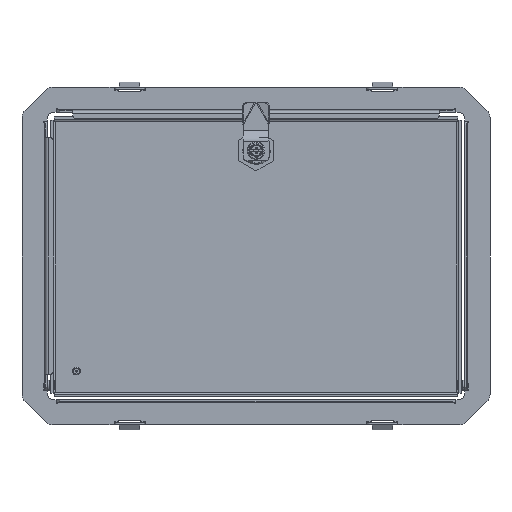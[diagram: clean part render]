
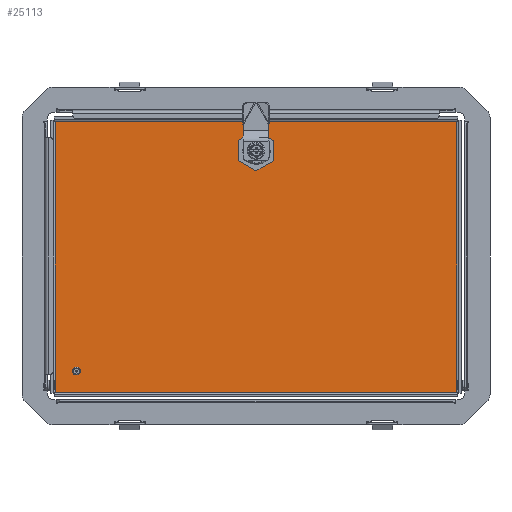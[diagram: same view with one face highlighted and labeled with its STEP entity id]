
A CAD part, front view. The second image highlights one B-rep face of the part: STEP entity #25113.
In plain terms, the highlighted face is planar.
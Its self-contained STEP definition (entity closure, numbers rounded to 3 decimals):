
#552 = CARTESIAN_POINT ( 'NONE',  ( 87.056, 10.05, -2. ) ) ;
#706 = DIRECTION ( 'NONE',  ( -1., 0., 0. ) ) ;
#1251 = CARTESIAN_POINT ( 'NONE',  ( 92.05, -5.056, -2. ) ) ;
#1807 = CIRCLE ( 'NONE', #35017, 11.25 ) ;
#1859 = EDGE_CURVE ( 'NONE', #16468, #29721, #8836, .T. ) ;
#1905 = VERTEX_POINT ( 'NONE', #16630 ) ;
#2427 = AXIS2_PLACEMENT_3D ( 'NONE', #33128, #14870, #36178 ) ;
#2790 = LINE ( 'NONE', #33620, #9952 ) ;
#2837 = ORIENTED_EDGE ( 'NONE', *, *, #27526, .T. ) ;
#3501 = DIRECTION ( 'NONE',  ( 0., 0., -1. ) ) ;
#3633 = PLANE ( 'NONE',  #32644 ) ;
#3663 = VECTOR ( 'NONE', #31744, 1000. ) ;
#3841 = AXIS2_PLACEMENT_3D ( 'NONE', #9522, #30731, #12581 ) ;
#4073 = ORIENTED_EDGE ( 'NONE', *, *, #32330, .T. ) ;
#4702 = CARTESIAN_POINT ( 'NONE',  ( 82., 0., -2. ) ) ;
#4922 = CARTESIAN_POINT ( 'NONE',  ( -85., -138.5, -2. ) ) ;
#5331 = ORIENTED_EDGE ( 'NONE', *, *, #16314, .T. ) ;
#5572 = VECTOR ( 'NONE', #12724, 1000. ) ;
#5634 = EDGE_CURVE ( 'NONE', #16770, #39436, #9307, .T. ) ;
#5964 = VERTEX_POINT ( 'NONE', #28837 ) ;
#6191 = DIRECTION ( 'NONE',  ( -1., 0., 0. ) ) ;
#6283 = CIRCLE ( 'NONE', #10858, 11.25 ) ;
#7058 = FACE_BOUND ( 'NONE', #11514, .T. ) ;
#7293 = VERTEX_POINT ( 'NONE', #24770 ) ;
#7356 = DIRECTION ( 'NONE',  ( 0., 1., 0. ) ) ;
#7402 = VERTEX_POINT ( 'NONE', #4922 ) ;
#7486 = AXIS2_PLACEMENT_3D ( 'NONE', #4702, #26009, #7752 ) ;
#7752 = DIRECTION ( 'NONE',  ( -1., 0., 0. ) ) ;
#7807 = VERTEX_POINT ( 'NONE', #9684 ) ;
#8661 = CIRCLE ( 'NONE', #3841, 11.25 ) ;
#8836 = LINE ( 'NONE', #16226, #33126 ) ;
#9060 = VECTOR ( 'NONE', #7356, 1000. ) ;
#9225 = DIRECTION ( 'NONE',  ( 0., -1., 0. ) ) ;
#9307 = LINE ( 'NONE', #34762, #32628 ) ;
#9522 = CARTESIAN_POINT ( 'NONE',  ( 82., 0., -2. ) ) ;
#9684 = CARTESIAN_POINT ( 'NONE',  ( -104.5, -155., -2. ) ) ;
#9952 = VECTOR ( 'NONE', #6191, 1000. ) ;
#10279 = EDGE_CURVE ( 'NONE', #7402, #25239, #14058, .T. ) ;
#10310 = EDGE_LOOP ( 'NONE', ( #16021, #15593, #24317, #36738, #5331, #11618, #2837, #4073 ) ) ;
#10858 = AXIS2_PLACEMENT_3D ( 'NONE', #33813, #15583, #36879 ) ;
#11514 = EDGE_LOOP ( 'NONE', ( #32294, #25344 ) ) ;
#11618 = ORIENTED_EDGE ( 'NONE', *, *, #1859, .T. ) ;
#11903 = VECTOR ( 'NONE', #9225, 1000. ) ;
#12440 = CARTESIAN_POINT ( 'NONE',  ( 71.95, -5.056, -2. ) ) ;
#12581 = DIRECTION ( 'NONE',  ( -1., 0., 0. ) ) ;
#12595 = CIRCLE ( 'NONE', #28989, 3. ) ;
#12724 = DIRECTION ( 'NONE',  ( 1., 0., 0. ) ) ;
#14058 = CIRCLE ( 'NONE', #2427, 3. ) ;
#14248 = CARTESIAN_POINT ( 'NONE',  ( 87.056, -10.05, -2. ) ) ;
#14870 = DIRECTION ( 'NONE',  ( 0., 0., -1. ) ) ;
#15150 = FACE_BOUND ( 'NONE', #10310, .T. ) ;
#15490 = DIRECTION ( 'NONE',  ( 0., -1., 0. ) ) ;
#15583 = DIRECTION ( 'NONE',  ( 0., 0., 1. ) ) ;
#15593 = ORIENTED_EDGE ( 'NONE', *, *, #25015, .T. ) ;
#15865 = CARTESIAN_POINT ( 'NONE',  ( -104.5, 155., -2. ) ) ;
#16021 = ORIENTED_EDGE ( 'NONE', *, *, #19683, .T. ) ;
#16226 = CARTESIAN_POINT ( 'NONE',  ( 76.944, -10.05, -2. ) ) ;
#16314 = EDGE_CURVE ( 'NONE', #7293, #16468, #1807, .T. ) ;
#16468 = VERTEX_POINT ( 'NONE', #36129 ) ;
#16630 = CARTESIAN_POINT ( 'NONE',  ( 92.05, 5.056, -2. ) ) ;
#16648 = EDGE_CURVE ( 'NONE', #19237, #7293, #29378, .T. ) ;
#16749 = EDGE_CURVE ( 'NONE', #7807, #37202, #28883, .T. ) ;
#16770 = VERTEX_POINT ( 'NONE', #34386 ) ;
#17019 = DIRECTION ( 'NONE',  ( 0., 0., 1. ) ) ;
#17196 = CARTESIAN_POINT ( 'NONE',  ( 71.95, 5.056, -2. ) ) ;
#18239 = ORIENTED_EDGE ( 'NONE', *, *, #16749, .F. ) ;
#18960 = DIRECTION ( 'NONE',  ( 0., 0., -1. ) ) ;
#19100 = ORIENTED_EDGE ( 'NONE', *, *, #39341, .F. ) ;
#19237 = VERTEX_POINT ( 'NONE', #17196 ) ;
#19372 = CARTESIAN_POINT ( 'NONE',  ( -91., -138.5, -2. ) ) ;
#19683 = EDGE_CURVE ( 'NONE', #1905, #21892, #8661, .T. ) ;
#19938 = VERTEX_POINT ( 'NONE', #35585 ) ;
#20039 = LINE ( 'NONE', #36617, #11903 ) ;
#20969 = EDGE_CURVE ( 'NONE', #37202, #16770, #27935, .T. ) ;
#21772 = CARTESIAN_POINT ( 'NONE',  ( -88., -138.5, -2. ) ) ;
#21892 = VERTEX_POINT ( 'NONE', #552 ) ;
#22476 = CIRCLE ( 'NONE', #7486, 11.25 ) ;
#22936 = EDGE_CURVE ( 'NONE', #25239, #7402, #12595, .T. ) ;
#23263 = FACE_OUTER_BOUND ( 'NONE', #25800, .T. ) ;
#23350 = CARTESIAN_POINT ( 'NONE',  ( 104.5, -155., -2. ) ) ;
#24317 = ORIENTED_EDGE ( 'NONE', *, *, #34218, .T. ) ;
#24770 = CARTESIAN_POINT ( 'NONE',  ( 71.95, -5.056, -2. ) ) ;
#24825 = DIRECTION ( 'NONE',  ( -1., 0., 0. ) ) ;
#25015 = EDGE_CURVE ( 'NONE', #21892, #19938, #2790, .T. ) ;
#25097 = CARTESIAN_POINT ( 'NONE',  ( -105.293, -155., -2. ) ) ;
#25113 = ADVANCED_FACE ( 'NONE', ( #7058, #15150, #23263 ), #3633, .T. ) ;
#25239 = VERTEX_POINT ( 'NONE', #19372 ) ;
#25275 = LINE ( 'NONE', #1251, #9060 ) ;
#25344 = ORIENTED_EDGE ( 'NONE', *, *, #10279, .F. ) ;
#25800 = EDGE_LOOP ( 'NONE', ( #39146, #18239, #19100, #34675 ) ) ;
#26009 = DIRECTION ( 'NONE',  ( 0., 0., 1. ) ) ;
#27526 = EDGE_CURVE ( 'NONE', #29721, #5964, #22476, .T. ) ;
#27935 = LINE ( 'NONE', #28699, #3663 ) ;
#28556 = DIRECTION ( 'NONE',  ( 1., 0., 0. ) ) ;
#28699 = CARTESIAN_POINT ( 'NONE',  ( 104.5, -155.793, -2. ) ) ;
#28837 = CARTESIAN_POINT ( 'NONE',  ( 92.05, -5.056, -2. ) ) ;
#28883 = LINE ( 'NONE', #25097, #5572 ) ;
#28989 = AXIS2_PLACEMENT_3D ( 'NONE', #21772, #3501, #24825 ) ;
#29378 = LINE ( 'NONE', #12440, #36529 ) ;
#29721 = VERTEX_POINT ( 'NONE', #14248 ) ;
#30731 = DIRECTION ( 'NONE',  ( 0., 0., 1. ) ) ;
#31688 = DIRECTION ( 'NONE',  ( -1., 0., 0. ) ) ;
#31744 = DIRECTION ( 'NONE',  ( 0., 1., 0. ) ) ;
#32294 = ORIENTED_EDGE ( 'NONE', *, *, #22936, .F. ) ;
#32330 = EDGE_CURVE ( 'NONE', #5964, #1905, #25275, .T. ) ;
#32628 = VECTOR ( 'NONE', #31688, 1000. ) ;
#32644 = AXIS2_PLACEMENT_3D ( 'NONE', #37155, #18960, #706 ) ;
#33126 = VECTOR ( 'NONE', #28556, 1000. ) ;
#33128 = CARTESIAN_POINT ( 'NONE',  ( -88., -138.5, -2. ) ) ;
#33620 = CARTESIAN_POINT ( 'NONE',  ( 76.944, 10.05, -2. ) ) ;
#33813 = CARTESIAN_POINT ( 'NONE',  ( 82., 0., -2. ) ) ;
#34218 = EDGE_CURVE ( 'NONE', #19938, #19237, #6283, .T. ) ;
#34386 = CARTESIAN_POINT ( 'NONE',  ( 104.5, 155., -2. ) ) ;
#34675 = ORIENTED_EDGE ( 'NONE', *, *, #5634, .F. ) ;
#34762 = CARTESIAN_POINT ( 'NONE',  ( 105.293, 155., -2. ) ) ;
#35017 = AXIS2_PLACEMENT_3D ( 'NONE', #35206, #17019, #38254 ) ;
#35206 = CARTESIAN_POINT ( 'NONE',  ( 82., 0., -2. ) ) ;
#35585 = CARTESIAN_POINT ( 'NONE',  ( 76.944, 10.05, -2. ) ) ;
#36129 = CARTESIAN_POINT ( 'NONE',  ( 76.944, -10.05, -2. ) ) ;
#36178 = DIRECTION ( 'NONE',  ( -1., 0., 0. ) ) ;
#36529 = VECTOR ( 'NONE', #15490, 1000. ) ;
#36617 = CARTESIAN_POINT ( 'NONE',  ( -104.5, 155.793, -2. ) ) ;
#36738 = ORIENTED_EDGE ( 'NONE', *, *, #16648, .T. ) ;
#36879 = DIRECTION ( 'NONE',  ( -1., 0., 0. ) ) ;
#37155 = CARTESIAN_POINT ( 'NONE',  ( 0., 0., -2. ) ) ;
#37202 = VERTEX_POINT ( 'NONE', #23350 ) ;
#38254 = DIRECTION ( 'NONE',  ( -1., 0., 0. ) ) ;
#39146 = ORIENTED_EDGE ( 'NONE', *, *, #20969, .F. ) ;
#39341 = EDGE_CURVE ( 'NONE', #39436, #7807, #20039, .T. ) ;
#39436 = VERTEX_POINT ( 'NONE', #15865 ) ;
